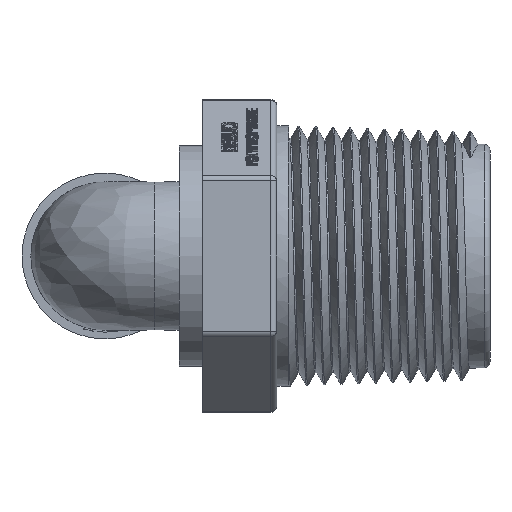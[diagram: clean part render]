
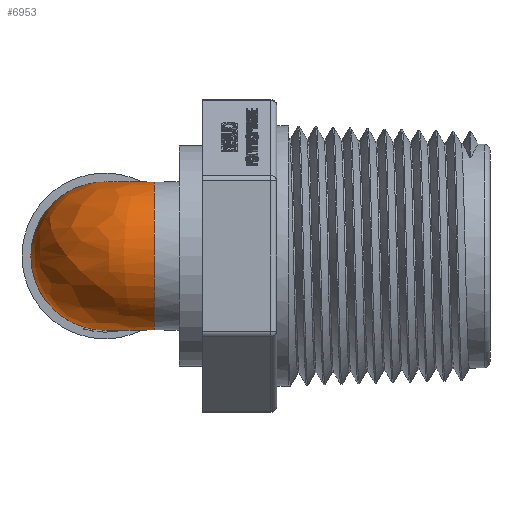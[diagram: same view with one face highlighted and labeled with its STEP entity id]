
A CAD part, left-side view. The second image highlights one B-rep face of the part: STEP entity #6953.
In plain terms, the highlighted free-form (B-spline) face has degree [2, 2] with [7, 3] control points.
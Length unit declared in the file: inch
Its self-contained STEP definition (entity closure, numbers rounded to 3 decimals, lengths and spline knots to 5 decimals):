
#19=(
BOUNDED_SURFACE()
B_SPLINE_SURFACE(2,2,((#18623,#18624,#18625),(#18626,#18627,#18628),(#18629,
#18630,#18631),(#18632,#18633,#18634),(#18635,#18636,#18637),(#18638,#18639,
#18640),(#18641,#18642,#18643)),.UNSPECIFIED.,.F.,.F.,.F.)
B_SPLINE_SURFACE_WITH_KNOTS((3,2,2,3),(3,3),(-2.30052,-0.76684,
0.76684,2.30052),(0.,1.5708),
 .UNSPECIFIED.)
GEOMETRIC_REPRESENTATION_ITEM()
RATIONAL_B_SPLINE_SURFACE(((1.,0.707,1.),(0.72,
0.509,0.72),(1.,0.707,1.),(0.72,
0.509,0.72),(1.,0.707,1.),(0.72,
0.509,0.72),(1.,0.707,1.)))
REPRESENTATION_ITEM('')
SURFACE()
);
#2387=FACE_OUTER_BOUND('',#2828,.T.);
#2828=EDGE_LOOP('',(#6510,#6511));
#2938=CIRCLE('',#7145,0.375);
#2942=CIRCLE('',#7343,0.375);
#3123=VERTEX_POINT('',#14258);
#3124=VERTEX_POINT('',#14259);
#3856=EDGE_CURVE('',#3123,#3124,#2938,.T.);
#4578=EDGE_CURVE('',#3124,#3123,#2942,.T.);
#6510=ORIENTED_EDGE('',*,*,#4578,.F.);
#6511=ORIENTED_EDGE('',*,*,#3856,.F.);
#6953=ADVANCED_FACE('',(#2387),#19,.F.);
#7145=AXIS2_PLACEMENT_3D('',#14260,#7805,#7806);
#7343=AXIS2_PLACEMENT_3D('',#18644,#8735,#8736);
#7805=DIRECTION('center_axis',(1.,0.,0.));
#7806=DIRECTION('ref_axis',(0.,0.,-1.));
#8735=DIRECTION('center_axis',(0.,-1.,0.));
#8736=DIRECTION('ref_axis',(1.,0.,0.));
#14258=CARTESIAN_POINT('',(0.25,-0.25,-0.27951));
#14259=CARTESIAN_POINT('',(0.25,-0.25,0.27951));
#14260=CARTESIAN_POINT('Origin',(0.25,0.,0.));
#18623=CARTESIAN_POINT('Ctrl Pts',(0.25,-0.25,0.27951));
#18624=CARTESIAN_POINT('Ctrl Pts',(0.25,-0.25,0.27951));
#18625=CARTESIAN_POINT('Ctrl Pts',(0.25,-0.25,0.27951));
#18626=CARTESIAN_POINT('Ctrl Pts',(-0.01932,-0.25,0.5204));
#18627=CARTESIAN_POINT('Ctrl Pts',(-0.01932,0.01932,
0.5204));
#18628=CARTESIAN_POINT('Ctrl Pts',(0.25,0.01932,0.5204));
#18629=CARTESIAN_POINT('Ctrl Pts',(-0.27004,-0.25,0.2602));
#18630=CARTESIAN_POINT('Ctrl Pts',(-0.27004,0.27004,
0.2602));
#18631=CARTESIAN_POINT('Ctrl Pts',(0.25,0.27004,0.2602));
#18632=CARTESIAN_POINT('Ctrl Pts',(-0.52076,-0.25,0.));
#18633=CARTESIAN_POINT('Ctrl Pts',(-0.52076,0.52076,
0.));
#18634=CARTESIAN_POINT('Ctrl Pts',(0.25,0.52076,0.));
#18635=CARTESIAN_POINT('Ctrl Pts',(-0.27004,-0.25,-0.2602));
#18636=CARTESIAN_POINT('Ctrl Pts',(-0.27004,0.27004,
-0.2602));
#18637=CARTESIAN_POINT('Ctrl Pts',(0.25,0.27004,-0.2602));
#18638=CARTESIAN_POINT('Ctrl Pts',(-0.01932,-0.25,-0.5204));
#18639=CARTESIAN_POINT('Ctrl Pts',(-0.01932,0.01932,
-0.5204));
#18640=CARTESIAN_POINT('Ctrl Pts',(0.25,0.01932,-0.5204));
#18641=CARTESIAN_POINT('Ctrl Pts',(0.25,-0.25,-0.27951));
#18642=CARTESIAN_POINT('Ctrl Pts',(0.25,-0.25,-0.27951));
#18643=CARTESIAN_POINT('Ctrl Pts',(0.25,-0.25,-0.27951));
#18644=CARTESIAN_POINT('Origin',(0.,-0.25,0.));
